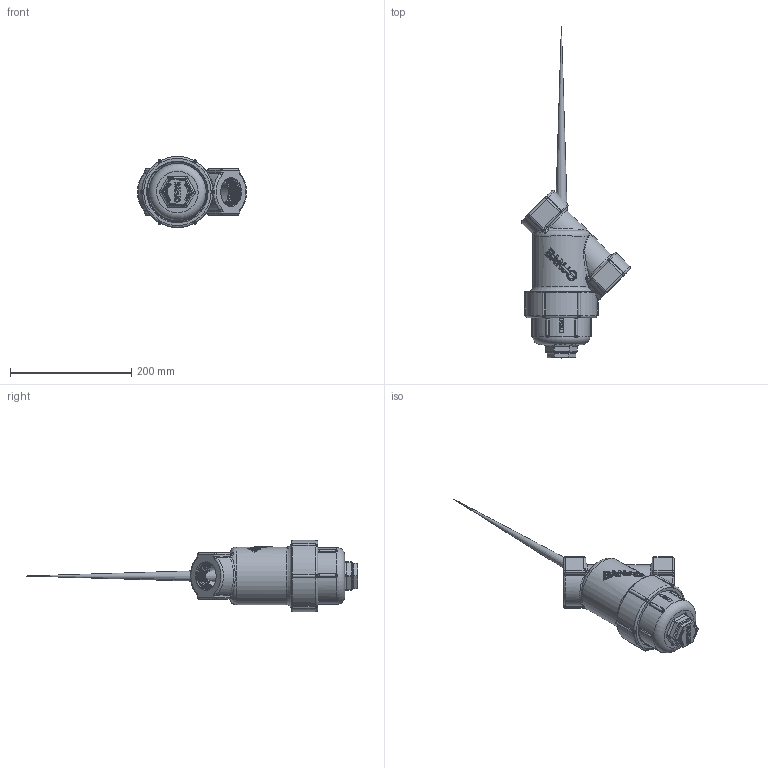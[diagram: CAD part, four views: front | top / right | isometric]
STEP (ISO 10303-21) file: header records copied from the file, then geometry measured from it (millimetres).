
FILE_DESCRIPTION(/* description */ ('1 1/2" LINE STRAINER W/ 50 MESH SCREEN, FKM'),/* implementation_level */ '2;1');
FILE_NAME(/* name */ 'LS150-50V.stp',/* time_stamp */ '2020-08-04T10:16:58-04:00',/* author */ ('MJC'),/* organization */ (''),/* preprocessor_version */ 'ST-DEVELOPER v17.2',/* originating_system */ 'Autodesk Inventor 2019',/* authorisation */ '');
FILE_SCHEMA (('AUTOMOTIVE_DESIGN { 1 0 10303 214 3 1 1 }'));
Length unit declared in the file: inch
Products named in the file (9): LS150-50V; LS150-B; LS150-CV; LS150XC; LSQ200-PL; LSQ200-RV; VL1005; LS150-GV; LS250
Assembly tree (8 placements, depth 3):
  LS150-50V
    LS150-B
    LS150-CV
      LS150XC
      LSQ200-PL
      LSQ200-RV
      VL1005
    LS150-GV
    LS250
Bounding box: 180.18 x 548.39 x 117.47 mm (x, y, z)
Volume: 981576 mm3; surface area: 420494.2 mm2
Topology: 7 solids, 7 shells, 1863 faces, 4867 edges, 3107 vertices
Faces by surface type: plane 910, bspline 460, cylinder 314, torus 86, sphere 54, cone 39
Full cylindrical faces by diameter (mm): 19.05 x1, 33.401 x1, 43.18 x2, 44.726 x22, 55.626 x1, 60.452 x1, 66.04 x1, 67.716 x2, 76.2 x1, 79.502 x1, 82.728 x1, 85.852 x1, 86.233 x1, 91.567 x1, 94.038 x3, 94.727 x4, 101.6 x2
Entity records: 76323 total; most frequent: CARTESIAN_POINT 32989, ORIENTED_EDGE 9650, DIRECTION 7702, EDGE_CURVE 4825, VERTEX_POINT 3103, AXIS2_PLACEMENT_3D 2584, LINE 2534, VECTOR 2534
